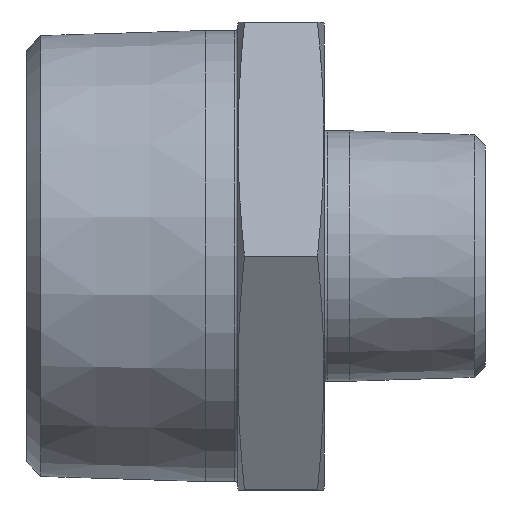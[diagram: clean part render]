
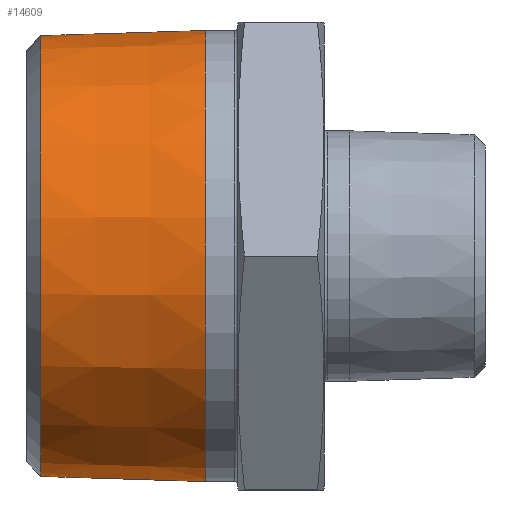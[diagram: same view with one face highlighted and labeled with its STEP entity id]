
A CAD part, front view. The second image highlights one B-rep face of the part: STEP entity #14609.
In plain terms, the highlighted conical face has half-angle 1.79 degrees and reference radius 23.901 mm.
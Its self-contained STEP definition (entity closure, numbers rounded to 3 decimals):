
#624 = EDGE_LOOP ( 'NONE', ( #15831 ) ) ;
#1248 = CIRCLE ( 'NONE', #3443, 24.101 ) ;
#1650 = DIRECTION ( 'NONE',  ( 1., 0., 0. ) ) ;
#2377 = FACE_BOUND ( 'NONE', #624, .T. ) ;
#3443 = AXIS2_PLACEMENT_3D ( 'NONE', #7497, #10633, #12804 ) ;
#3529 = CARTESIAN_POINT ( 'NONE',  ( 19.1, 0., 24.101 ) ) ;
#3617 = CARTESIAN_POINT ( 'NONE',  ( 1.478, 0., 23.551 ) ) ;
#4041 = CARTESIAN_POINT ( 'NONE',  ( 12.7, 0., 0. ) ) ;
#6902 = DIRECTION ( 'NONE',  ( 0., 0., 1. ) ) ;
#7299 = AXIS2_PLACEMENT_3D ( 'NONE', #4041, #12943, #7999 ) ;
#7497 = CARTESIAN_POINT ( 'NONE',  ( 19.1, 0., 0. ) ) ;
#7643 = FACE_OUTER_BOUND ( 'NONE', #16224, .T. ) ;
#7775 = AXIS2_PLACEMENT_3D ( 'NONE', #8206, #1650, #6902 ) ;
#7999 = DIRECTION ( 'NONE',  ( 0., 0., -1. ) ) ;
#8206 = CARTESIAN_POINT ( 'NONE',  ( 1.478, 0., 0. ) ) ;
#8632 = VERTEX_POINT ( 'NONE', #3617 ) ;
#10030 = VERTEX_POINT ( 'NONE', #3529 ) ;
#10633 = DIRECTION ( 'NONE',  ( -1., 0., 0. ) ) ;
#11603 = EDGE_CURVE ( 'NONE', #8632, #8632, #13863, .T. ) ;
#12046 = CONICAL_SURFACE ( 'NONE', #7299, 23.901, 0.031 ) ;
#12804 = DIRECTION ( 'NONE',  ( 0., 0., 1. ) ) ;
#12943 = DIRECTION ( 'NONE',  ( 1., 0., 0. ) ) ;
#13863 = CIRCLE ( 'NONE', #7775, 23.551 ) ;
#14364 = EDGE_CURVE ( 'NONE', #10030, #10030, #1248, .T. ) ;
#14609 = ADVANCED_FACE ( 'NONE', ( #2377, #7643 ), #12046, .T. ) ;
#15831 = ORIENTED_EDGE ( 'NONE', *, *, #11603, .T. ) ;
#15980 = ORIENTED_EDGE ( 'NONE', *, *, #14364, .T. ) ;
#16224 = EDGE_LOOP ( 'NONE', ( #15980 ) ) ;
